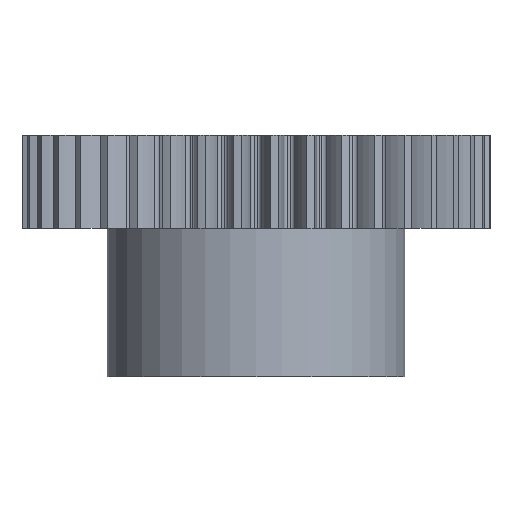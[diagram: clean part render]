
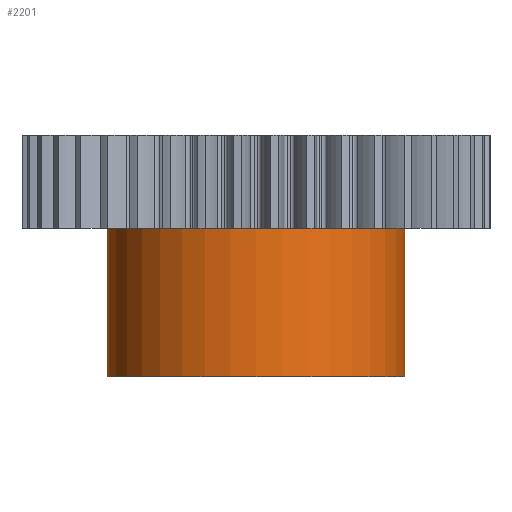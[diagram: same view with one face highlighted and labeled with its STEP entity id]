
A CAD part, front view. The second image highlights one B-rep face of the part: STEP entity #2201.
In plain terms, the highlighted cylindrical face has radius 40 mm (diameter 80 mm), a partial arc.
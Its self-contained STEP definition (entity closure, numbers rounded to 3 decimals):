
#233 = EDGE_CURVE ( 'NONE', #7641, #7561, #3243, .T. ) ;
#2135 = ORIENTED_EDGE ( 'NONE', *, *, #233, .F. ) ;
#2146 = EDGE_LOOP ( 'NONE', ( #2192, #2197, #2182, #2135 ) ) ;
#2182 = ORIENTED_EDGE ( 'NONE', *, *, #7724, .T. ) ;
#2192 = ORIENTED_EDGE ( 'NONE', *, *, #7640, .F. ) ;
#2197 = ORIENTED_EDGE ( 'NONE', *, *, #2202, .T. ) ;
#2201 = ADVANCED_FACE ( 'NONE', ( #6008 ), #6057, .T. ) ;
#2202 = EDGE_CURVE ( 'NONE', #7645, #7560, #6049, .T. ) ;
#3029 = DIRECTION ( 'NONE',  ( 1., 0., 0. ) ) ;
#3030 = DIRECTION ( 'NONE',  ( 0., 0., 1. ) ) ;
#3034 = AXIS2_PLACEMENT_3D ( 'NONE', #3038, #3030, #3029 ) ;
#3038 = CARTESIAN_POINT ( 'NONE',  ( 0., 0., 0. ) ) ;
#3243 = CIRCLE ( 'NONE', #3034, 40. ) ;
#6008 = FACE_OUTER_BOUND ( 'NONE', #2146, .T. ) ;
#6026 = DIRECTION ( 'NONE',  ( 1., 0., 0. ) ) ;
#6027 = DIRECTION ( 'NONE',  ( 0., 0., 1. ) ) ;
#6028 = AXIS2_PLACEMENT_3D ( 'NONE', #6033, #6027, #6026 ) ;
#6031 = DIRECTION ( 'NONE',  ( 1., 0., 0. ) ) ;
#6032 = DIRECTION ( 'NONE',  ( 0., 0., 1. ) ) ;
#6033 = CARTESIAN_POINT ( 'NONE',  ( 0., 0., -40. ) ) ;
#6044 = CARTESIAN_POINT ( 'NONE',  ( 0., 0., -40. ) ) ;
#6045 = AXIS2_PLACEMENT_3D ( 'NONE', #6044, #6032, #6031 ) ;
#6049 = CIRCLE ( 'NONE', #6028, 40. ) ;
#6057 = CYLINDRICAL_SURFACE ( 'NONE', #6045, 40. ) ;
#6540 = CARTESIAN_POINT ( 'NONE',  ( 40., 0., -40. ) ) ;
#6680 = CARTESIAN_POINT ( 'NONE',  ( 40., 0., 0. ) ) ;
#6725 = DIRECTION ( 'NONE',  ( 0., 0., 1. ) ) ;
#6726 = VECTOR ( 'NONE', #6725, 1000. ) ;
#6727 = CARTESIAN_POINT ( 'NONE',  ( 40., 0., -40. ) ) ;
#6728 = LINE ( 'NONE', #6727, #6726 ) ;
#6809 = CARTESIAN_POINT ( 'NONE',  ( -40., 0., 0. ) ) ;
#6810 = CARTESIAN_POINT ( 'NONE',  ( -40., 0., -40. ) ) ;
#6812 = CARTESIAN_POINT ( 'NONE',  ( -40., 0., -40. ) ) ;
#6821 = LINE ( 'NONE', #6810, #6872 ) ;
#6871 = DIRECTION ( 'NONE',  ( 0., 0., 1. ) ) ;
#6872 = VECTOR ( 'NONE', #6871, 1000. ) ;
#7560 = VERTEX_POINT ( 'NONE', #6540 ) ;
#7561 = VERTEX_POINT ( 'NONE', #6680 ) ;
#7640 = EDGE_CURVE ( 'NONE', #7645, #7641, #6821, .T. ) ;
#7641 = VERTEX_POINT ( 'NONE', #6809 ) ;
#7645 = VERTEX_POINT ( 'NONE', #6812 ) ;
#7724 = EDGE_CURVE ( 'NONE', #7560, #7561, #6728, .T. ) ;
